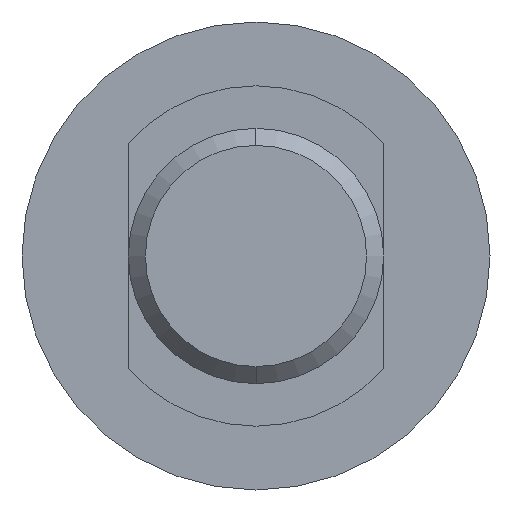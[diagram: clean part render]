
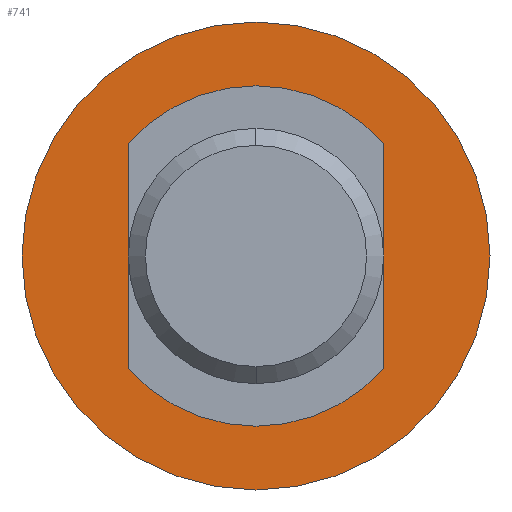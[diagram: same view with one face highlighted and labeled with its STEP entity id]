
A CAD part, left-side view. The second image highlights one B-rep face of the part: STEP entity #741.
In plain terms, the highlighted planar face has unit normal (-1, 0, 0).
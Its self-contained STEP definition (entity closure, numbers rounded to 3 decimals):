
#132=CARTESIAN_POINT('',(50.0,0.,11.));
#133=VERTEX_POINT('',#132);
#142=CARTESIAN_POINT('',(50.0,0.,-11.));
#143=VERTEX_POINT('',#142);
#144=CARTESIAN_POINT('',(50.0,0.,0.));
#145=DIRECTION('',(1.0,0.0,0.0));
#146=DIRECTION('',(0.0,0.0,1.0));
#147=AXIS2_PLACEMENT_3D('',#144,#145,#146);
#148=CIRCLE('',#147,11.0);
#149=EDGE_CURVE('',#133,#143,#148,.T.);
#210=CARTESIAN_POINT('',(50.0,0.,6.));
#211=VERTEX_POINT('',#210);
#236=CARTESIAN_POINT('',(50.0,0.,-6.));
#237=VERTEX_POINT('',#236);
#244=CARTESIAN_POINT('',(50.0,0.,0.));
#245=DIRECTION('',(1.0,0.0,0.0));
#246=DIRECTION('',(0.0,0.0,1.0));
#247=AXIS2_PLACEMENT_3D('',#244,#245,#246);
#248=CIRCLE('',#247,6.0);
#249=EDGE_CURVE('',#211,#237,#248,.T.);
#692=CARTESIAN_POINT('',(50.0,0.,0.));
#693=DIRECTION('',(1.0,0.0,0.0));
#694=DIRECTION('',(0.0,0.0,1.0));
#695=AXIS2_PLACEMENT_3D('',#692,#693,#694);
#696=CIRCLE('',#695,6.0);
#697=EDGE_CURVE('',#237,#211,#696,.T.);
#722=CARTESIAN_POINT('',(50.0,0.,5.5));
#723=DIRECTION('',(-1.0,0.0,0.0));
#724=DIRECTION('',(0.0,-1.0,0.0));
#725=AXIS2_PLACEMENT_3D('',#722,#723,#724);
#726=PLANE('',#725);
#727=ORIENTED_EDGE('',*,*,#149,.F.);
#728=CARTESIAN_POINT('',(50.0,0.,0.));
#729=DIRECTION('',(1.0,0.0,0.0));
#730=DIRECTION('',(0.0,0.0,1.0));
#731=AXIS2_PLACEMENT_3D('',#728,#729,#730);
#732=CIRCLE('',#731,11.0);
#733=EDGE_CURVE('',#143,#133,#732,.T.);
#734=ORIENTED_EDGE('',*,*,#733,.F.);
#735=EDGE_LOOP('',(#727,#734));
#736=FACE_OUTER_BOUND('',#735,.T.);
#737=ORIENTED_EDGE('',*,*,#249,.T.);
#738=ORIENTED_EDGE('',*,*,#697,.T.);
#739=EDGE_LOOP('',(#737,#738));
#740=FACE_BOUND('',#739,.T.);
#741=ADVANCED_FACE('',(#736,#740),#726,.T.);
